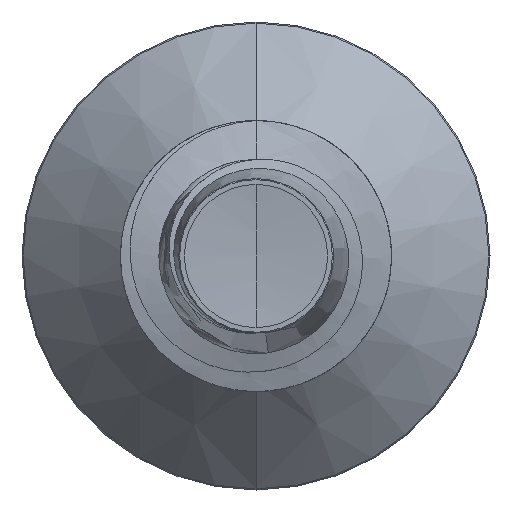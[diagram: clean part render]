
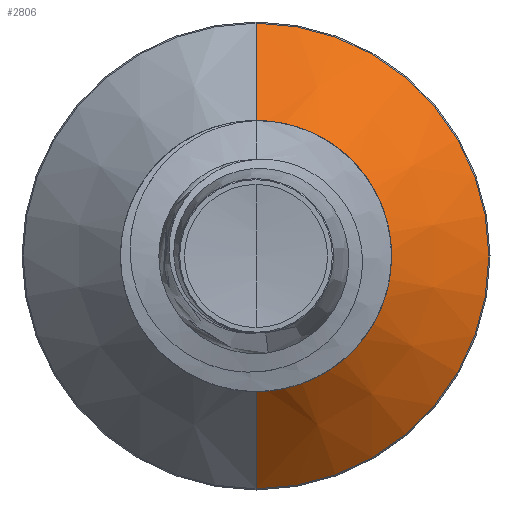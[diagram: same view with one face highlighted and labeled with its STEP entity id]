
A CAD part, front view. The second image highlights one B-rep face of the part: STEP entity #2806.
In plain terms, the highlighted conical face has half-angle 45 degrees and reference radius 1.034 mm.
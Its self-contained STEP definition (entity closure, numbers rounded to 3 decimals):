
#517 = CONICAL_SURFACE ( 'NONE', #1223, 1.034, 0.785 ) ;
#1004 = ORIENTED_EDGE ( 'NONE', *, *, #5248, .T. ) ;
#1223 = AXIS2_PLACEMENT_3D ( 'NONE', #12218, #12102, #15616 ) ;
#1277 = CARTESIAN_POINT ( 'NONE',  ( 0., 8.784, -1.034 ) ) ;
#1337 = CARTESIAN_POINT ( 'NONE',  ( 0., 9.64, 0. ) ) ;
#1483 = DIRECTION ( 'NONE',  ( 0., 1., 0. ) ) ;
#2260 = AXIS2_PLACEMENT_3D ( 'NONE', #1337, #10948, #2735 ) ;
#2404 = CARTESIAN_POINT ( 'NONE',  ( 0., 8.784, 1.034 ) ) ;
#2735 = DIRECTION ( 'NONE',  ( 0., 0., 1. ) ) ;
#2806 = ADVANCED_FACE ( 'NONE', ( #15053 ), #517, .T. ) ;
#4367 = CARTESIAN_POINT ( 'NONE',  ( 0., 9.64, -1.89 ) ) ;
#4744 = ORIENTED_EDGE ( 'NONE', *, *, #7314, .T. ) ;
#5248 = EDGE_CURVE ( 'NONE', #11995, #17450, #11860, .T. ) ;
#5908 = LINE ( 'NONE', #17281, #17118 ) ;
#6508 = EDGE_CURVE ( 'NONE', #16367, #15411, #15231, .T. ) ;
#7314 = EDGE_CURVE ( 'NONE', #17450, #15411, #5908, .T. ) ;
#7860 = DIRECTION ( 'NONE',  ( 0., 0.707, -0.707 ) ) ;
#8381 = ORIENTED_EDGE ( 'NONE', *, *, #6508, .F. ) ;
#9719 = LINE ( 'NONE', #13804, #10134 ) ;
#9728 = CARTESIAN_POINT ( 'NONE',  ( 0., 8.784, 0. ) ) ;
#9754 = EDGE_LOOP ( 'NONE', ( #1004, #4744, #8381, #15506 ) ) ;
#10134 = VECTOR ( 'NONE', #13862, 1000. ) ;
#10948 = DIRECTION ( 'NONE',  ( 0., 1., 0. ) ) ;
#11086 = DIRECTION ( 'NONE',  ( 0., 0., 1. ) ) ;
#11860 = CIRCLE ( 'NONE', #13913, 1.034 ) ;
#11995 = VERTEX_POINT ( 'NONE', #2404 ) ;
#12102 = DIRECTION ( 'NONE',  ( 0., 1., 0. ) ) ;
#12218 = CARTESIAN_POINT ( 'NONE',  ( 0., 8.784, 0. ) ) ;
#13039 = CARTESIAN_POINT ( 'NONE',  ( 0., 9.64, 1.89 ) ) ;
#13804 = CARTESIAN_POINT ( 'NONE',  ( 0., 8.784, 1.034 ) ) ;
#13862 = DIRECTION ( 'NONE',  ( 0., 0.707, 0.707 ) ) ;
#13913 = AXIS2_PLACEMENT_3D ( 'NONE', #9728, #1483, #11086 ) ;
#15053 = FACE_OUTER_BOUND ( 'NONE', #9754, .T. ) ;
#15231 = CIRCLE ( 'NONE', #2260, 1.89 ) ;
#15411 = VERTEX_POINT ( 'NONE', #4367 ) ;
#15506 = ORIENTED_EDGE ( 'NONE', *, *, #15568, .F. ) ;
#15568 = EDGE_CURVE ( 'NONE', #11995, #16367, #9719, .T. ) ;
#15616 = DIRECTION ( 'NONE',  ( 0., 0., 1. ) ) ;
#16367 = VERTEX_POINT ( 'NONE', #13039 ) ;
#17118 = VECTOR ( 'NONE', #7860, 1000. ) ;
#17281 = CARTESIAN_POINT ( 'NONE',  ( 0., 8.784, -1.034 ) ) ;
#17450 = VERTEX_POINT ( 'NONE', #1277 ) ;
